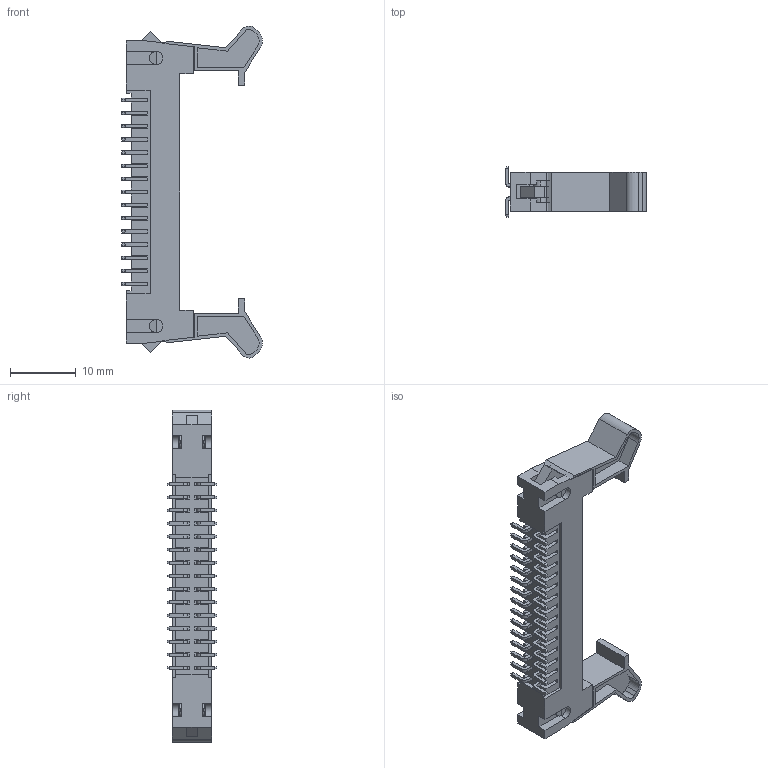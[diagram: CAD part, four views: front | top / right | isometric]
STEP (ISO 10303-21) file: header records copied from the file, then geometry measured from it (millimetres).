
FILE_DESCRIPTION((''),'2;1');
FILE_NAME('FBH20010-D30S1004K6M_ASM','2023-06-15T18:58:07',('Administrator'),(''),'CREO PARAMETRIC BY PTC INC, 2021023','CREO PARAMETRIC BY PTC INC, 2021023','');
FILE_SCHEMA(('AUTOMOTIVE_DESIGN { 1 0 10303 214 1 1 1 1 }'));
Length unit declared in the file: millimetre
Products named in the file (4): 3000; 00; FBH20010-D30S1004K6M_ASM
Assembly tree (18 placements, depth 2):
  FBH20010-D30S1004K6M_ASM
    3000
    3000  x2
    00  x15
Bounding box: 21.45 x 7.6 x 50.53 mm (x, y, z)
Volume: 1594.5 mm3; surface area: 3939.7 mm2
Topology: 33 solids, 33 shells, 855 faces, 2107 edges, 1318 vertices
Faces by surface type: plane 765, cylinder 90
Entity records: 12582 total; most frequent: CARTESIAN_POINT 1781, ORIENTED_EDGE 1710, DIRECTION 1539, PRESENTATION_STYLE_ASSIGNMENT 859, STYLED_ITEM 859, CURVE_STYLE 855, EDGE_CURVE 855, VECTOR 809
